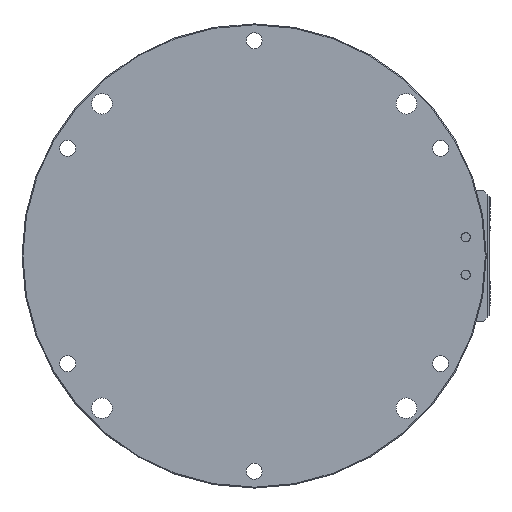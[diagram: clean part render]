
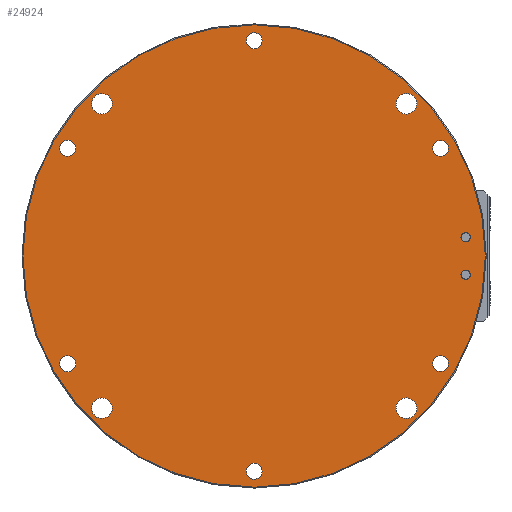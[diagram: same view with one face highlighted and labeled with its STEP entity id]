
A CAD part, left-side view. The second image highlights one B-rep face of the part: STEP entity #24924.
In plain terms, the highlighted planar face has unit normal (-1, 0, 0).
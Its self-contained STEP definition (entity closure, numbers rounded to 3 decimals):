
#758 = ORIENTED_EDGE ( 'NONE', *, *, #17994, .F. ) ;
#1043 = FACE_BOUND ( 'NONE', #36309, .T. ) ;
#1146 = DIRECTION ( 'NONE',  ( 0., 0., 1. ) ) ;
#1205 = ORIENTED_EDGE ( 'NONE', *, *, #23673, .T. ) ;
#1316 = VERTEX_POINT ( 'NONE', #13745 ) ;
#1432 = EDGE_CURVE ( 'NONE', #35116, #35116, #14365, .T. ) ;
#1522 = CARTESIAN_POINT ( 'NONE',  ( -18., -81.317, -75.817 ) ) ;
#1714 = VERTEX_POINT ( 'NONE', #14143 ) ;
#2147 = DIRECTION ( 'NONE',  ( 0., 0., 1. ) ) ;
#2211 = CIRCLE ( 'NONE', #24952, 4.25 ) ;
#2301 = EDGE_CURVE ( 'NONE', #32275, #32275, #37597, .T. ) ;
#2417 = CIRCLE ( 'NONE', #25138, 5.5 ) ;
#2472 = ORIENTED_EDGE ( 'NONE', *, *, #24040, .F. ) ;
#2926 = CARTESIAN_POINT ( 'NONE',  ( -18., 81.317, 81.317 ) ) ;
#3072 = AXIS2_PLACEMENT_3D ( 'NONE', #25649, #38022, #10190 ) ;
#4112 = FACE_BOUND ( 'NONE', #22311, .T. ) ;
#4401 = CARTESIAN_POINT ( 'NONE',  ( -18., 0., 123.5 ) ) ;
#4443 = CARTESIAN_POINT ( 'NONE',  ( -18., -99.593, 61.75 ) ) ;
#4523 = DIRECTION ( 'NONE',  ( -1., 0., 0. ) ) ;
#4671 = DIRECTION ( 'NONE',  ( -1., 0., 0. ) ) ;
#5093 = ORIENTED_EDGE ( 'NONE', *, *, #27104, .F. ) ;
#5121 = DIRECTION ( 'NONE',  ( 0., 0., 1. ) ) ;
#6358 = EDGE_CURVE ( 'NONE', #26570, #26570, #35257, .T. ) ;
#6654 = DIRECTION ( 'NONE',  ( 0., 0., 1. ) ) ;
#7031 = VERTEX_POINT ( 'NONE', #19436 ) ;
#7146 = FACE_BOUND ( 'NONE', #35810, .T. ) ;
#7177 = ORIENTED_EDGE ( 'NONE', *, *, #21159, .F. ) ;
#7282 = CARTESIAN_POINT ( 'NONE',  ( -18., -81.317, 86.817 ) ) ;
#7360 = CARTESIAN_POINT ( 'NONE',  ( -18., 124., 0. ) ) ;
#7550 = AXIS2_PLACEMENT_3D ( 'NONE', #16613, #29006, #1146 ) ;
#7973 = EDGE_LOOP ( 'NONE', ( #39010 ) ) ;
#8570 = ORIENTED_EDGE ( 'NONE', *, *, #1432, .F. ) ;
#8609 = CARTESIAN_POINT ( 'NONE',  ( -18., 99.593, -57.5 ) ) ;
#9334 = CARTESIAN_POINT ( 'NONE',  ( -18., -81.317, -81.317 ) ) ;
#9483 = VERTEX_POINT ( 'NONE', #21892 ) ;
#9857 = DIRECTION ( 'NONE',  ( -1., 0., 0. ) ) ;
#10190 = DIRECTION ( 'NONE',  ( 0., 0., 1. ) ) ;
#10389 = FACE_BOUND ( 'NONE', #30143, .T. ) ;
#10583 = DIRECTION ( 'NONE',  ( 0., 0., 1. ) ) ;
#10888 = CARTESIAN_POINT ( 'NONE',  ( -18., 81.317, 86.817 ) ) ;
#11590 = DIRECTION ( 'NONE',  ( 0., 0., 1. ) ) ;
#12099 = CARTESIAN_POINT ( 'NONE',  ( -18., -113., 12.5 ) ) ;
#12214 = AXIS2_PLACEMENT_3D ( 'NONE', #2926, #15333, #27734 ) ;
#12573 = AXIS2_PLACEMENT_3D ( 'NONE', #22107, #34490, #6654 ) ;
#13475 = FACE_BOUND ( 'NONE', #25294, .T. ) ;
#13538 = EDGE_CURVE ( 'NONE', #15196, #15196, #17067, .T. ) ;
#13745 = CARTESIAN_POINT ( 'NONE',  ( -18., 81.317, -75.817 ) ) ;
#14143 = CARTESIAN_POINT ( 'NONE',  ( -18., 0., -110.75 ) ) ;
#14365 = CIRCLE ( 'NONE', #31872, 5.5 ) ;
#14905 = AXIS2_PLACEMENT_3D ( 'NONE', #32509, #4671, #17086 ) ;
#15196 = VERTEX_POINT ( 'NONE', #27600 ) ;
#15235 = CIRCLE ( 'NONE', #20410, 2.5 ) ;
#15333 = DIRECTION ( 'NONE',  ( -1., 0., 0. ) ) ;
#16520 = FACE_BOUND ( 'NONE', #38225, .T. ) ;
#16613 = CARTESIAN_POINT ( 'NONE',  ( -18., 81.317, -81.317 ) ) ;
#16926 = DIRECTION ( 'NONE',  ( 0., 0., 1. ) ) ;
#17067 = CIRCLE ( 'NONE', #39749, 2.5 ) ;
#17086 = DIRECTION ( 'NONE',  ( 0., 0., 1. ) ) ;
#17268 = EDGE_CURVE ( 'NONE', #9483, #9483, #35848, .T. ) ;
#17412 = EDGE_LOOP ( 'NONE', ( #758 ) ) ;
#17607 = CARTESIAN_POINT ( 'NONE',  ( -18., -81.317, 81.317 ) ) ;
#17755 = AXIS2_PLACEMENT_3D ( 'NONE', #20580, #32961, #5121 ) ;
#17994 = EDGE_CURVE ( 'NONE', #22081, #22081, #30068, .T. ) ;
#18111 = ORIENTED_EDGE ( 'NONE', *, *, #38266, .F. ) ;
#18371 = AXIS2_PLACEMENT_3D ( 'NONE', #37684, #9857, #22275 ) ;
#18621 = ORIENTED_EDGE ( 'NONE', *, *, #2301, .F. ) ;
#19052 = ORIENTED_EDGE ( 'NONE', *, *, #6358, .F. ) ;
#19436 = CARTESIAN_POINT ( 'NONE',  ( -18., 99.593, -53.25 ) ) ;
#19556 = FACE_BOUND ( 'NONE', #37978, .T. ) ;
#19774 = DIRECTION ( 'NONE',  ( -1., 0., 0. ) ) ;
#20009 = EDGE_LOOP ( 'NONE', ( #19052 ) ) ;
#20410 = AXIS2_PLACEMENT_3D ( 'NONE', #32363, #4523, #16926 ) ;
#20572 = AXIS2_PLACEMENT_3D ( 'NONE', #7360, #19774, #32150 ) ;
#20580 = CARTESIAN_POINT ( 'NONE',  ( -18., -99.593, -57.5 ) ) ;
#20602 = CIRCLE ( 'NONE', #3072, 123.5 ) ;
#20671 = CIRCLE ( 'NONE', #26418, 4.25 ) ;
#21018 = ORIENTED_EDGE ( 'NONE', *, *, #26250, .F. ) ;
#21033 = DIRECTION ( 'NONE',  ( -1., 0., 0. ) ) ;
#21159 = EDGE_CURVE ( 'NONE', #7031, #7031, #2211, .T. ) ;
#21745 = DIRECTION ( 'NONE',  ( -1., 0., 0. ) ) ;
#21892 = CARTESIAN_POINT ( 'NONE',  ( -18., 0., 119.25 ) ) ;
#22081 = VERTEX_POINT ( 'NONE', #34461 ) ;
#22107 = CARTESIAN_POINT ( 'NONE',  ( -18., 99.593, 57.5 ) ) ;
#22275 = DIRECTION ( 'NONE',  ( 0., 0., 1. ) ) ;
#22311 = EDGE_LOOP ( 'NONE', ( #21018 ) ) ;
#22804 = FACE_OUTER_BOUND ( 'NONE', #36394, .T. ) ;
#23673 = EDGE_CURVE ( 'NONE', #32229, #32229, #20602, .T. ) ;
#24040 = EDGE_CURVE ( 'NONE', #1316, #1316, #25063, .T. ) ;
#24924 = ADVANCED_FACE ( 'NONE', ( #34981, #7146, #19556, #31935, #4112, #16520, #28906, #1043, #13475, #25855, #38224, #10389, #22804 ), #35183, .T. ) ;
#24952 = AXIS2_PLACEMENT_3D ( 'NONE', #8609, #21033, #33409 ) ;
#25063 = CIRCLE ( 'NONE', #7550, 5.5 ) ;
#25138 = AXIS2_PLACEMENT_3D ( 'NONE', #9334, #21745, #34119 ) ;
#25294 = EDGE_LOOP ( 'NONE', ( #26734 ) ) ;
#25649 = CARTESIAN_POINT ( 'NONE',  ( -18., 0., 0. ) ) ;
#25855 = FACE_BOUND ( 'NONE', #17412, .T. ) ;
#26033 = CARTESIAN_POINT ( 'NONE',  ( -18., 0., -115. ) ) ;
#26250 = EDGE_CURVE ( 'NONE', #29378, #29378, #2417, .T. ) ;
#26418 = AXIS2_PLACEMENT_3D ( 'NONE', #26033, #38411, #10583 ) ;
#26570 = VERTEX_POINT ( 'NONE', #38949 ) ;
#26734 = ORIENTED_EDGE ( 'NONE', *, *, #17268, .F. ) ;
#27029 = CARTESIAN_POINT ( 'NONE',  ( -18., -113., -10. ) ) ;
#27104 = EDGE_CURVE ( 'NONE', #38713, #38713, #29721, .T. ) ;
#27304 = EDGE_LOOP ( 'NONE', ( #7177 ) ) ;
#27600 = CARTESIAN_POINT ( 'NONE',  ( -18., -113., -7.5 ) ) ;
#27729 = EDGE_CURVE ( 'NONE', #1714, #1714, #20671, .T. ) ;
#27734 = DIRECTION ( 'NONE',  ( 0., 0., 1. ) ) ;
#28906 = FACE_BOUND ( 'NONE', #20009, .T. ) ;
#29006 = DIRECTION ( 'NONE',  ( -1., 0., 0. ) ) ;
#29137 = EDGE_LOOP ( 'NONE', ( #8570 ) ) ;
#29378 = VERTEX_POINT ( 'NONE', #1522 ) ;
#29721 = CIRCLE ( 'NONE', #12214, 5.5 ) ;
#29997 = DIRECTION ( 'NONE',  ( -1., 0., 0. ) ) ;
#30068 = CIRCLE ( 'NONE', #12573, 4.25 ) ;
#30143 = EDGE_LOOP ( 'NONE', ( #40188 ) ) ;
#31872 = AXIS2_PLACEMENT_3D ( 'NONE', #17607, #29997, #2147 ) ;
#31935 = FACE_BOUND ( 'NONE', #29137, .T. ) ;
#32150 = DIRECTION ( 'NONE',  ( 0., 0., 1. ) ) ;
#32229 = VERTEX_POINT ( 'NONE', #4401 ) ;
#32275 = VERTEX_POINT ( 'NONE', #4443 ) ;
#32363 = CARTESIAN_POINT ( 'NONE',  ( -18., -113., 10. ) ) ;
#32509 = CARTESIAN_POINT ( 'NONE',  ( -18., -99.593, 57.5 ) ) ;
#32961 = DIRECTION ( 'NONE',  ( -1., 0., 0. ) ) ;
#33409 = DIRECTION ( 'NONE',  ( 0., 0., 1. ) ) ;
#34119 = DIRECTION ( 'NONE',  ( 0., 0., 1. ) ) ;
#34461 = CARTESIAN_POINT ( 'NONE',  ( -18., 99.593, 61.75 ) ) ;
#34490 = DIRECTION ( 'NONE',  ( -1., 0., 0. ) ) ;
#34981 = FACE_BOUND ( 'NONE', #7973, .T. ) ;
#35116 = VERTEX_POINT ( 'NONE', #7282 ) ;
#35183 = PLANE ( 'NONE',  #20572 ) ;
#35257 = CIRCLE ( 'NONE', #17755, 4.25 ) ;
#35810 = EDGE_LOOP ( 'NONE', ( #18111 ) ) ;
#35848 = CIRCLE ( 'NONE', #18371, 4.25 ) ;
#36309 = EDGE_LOOP ( 'NONE', ( #18621 ) ) ;
#36394 = EDGE_LOOP ( 'NONE', ( #1205 ) ) ;
#37597 = CIRCLE ( 'NONE', #14905, 4.25 ) ;
#37684 = CARTESIAN_POINT ( 'NONE',  ( -18., 0., 115. ) ) ;
#37978 = EDGE_LOOP ( 'NONE', ( #5093 ) ) ;
#38022 = DIRECTION ( 'NONE',  ( -1., 0., 0. ) ) ;
#38224 = FACE_BOUND ( 'NONE', #27304, .T. ) ;
#38225 = EDGE_LOOP ( 'NONE', ( #2472 ) ) ;
#38266 = EDGE_CURVE ( 'NONE', #39925, #39925, #15235, .T. ) ;
#38411 = DIRECTION ( 'NONE',  ( -1., 0., 0. ) ) ;
#38713 = VERTEX_POINT ( 'NONE', #10888 ) ;
#38949 = CARTESIAN_POINT ( 'NONE',  ( -18., -99.593, -53.25 ) ) ;
#39010 = ORIENTED_EDGE ( 'NONE', *, *, #13538, .F. ) ;
#39414 = DIRECTION ( 'NONE',  ( -1., 0., 0. ) ) ;
#39749 = AXIS2_PLACEMENT_3D ( 'NONE', #27029, #39414, #11590 ) ;
#39925 = VERTEX_POINT ( 'NONE', #12099 ) ;
#40188 = ORIENTED_EDGE ( 'NONE', *, *, #27729, .F. ) ;
